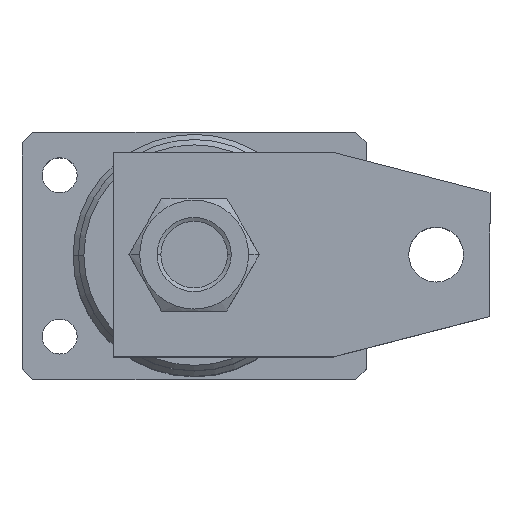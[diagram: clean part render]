
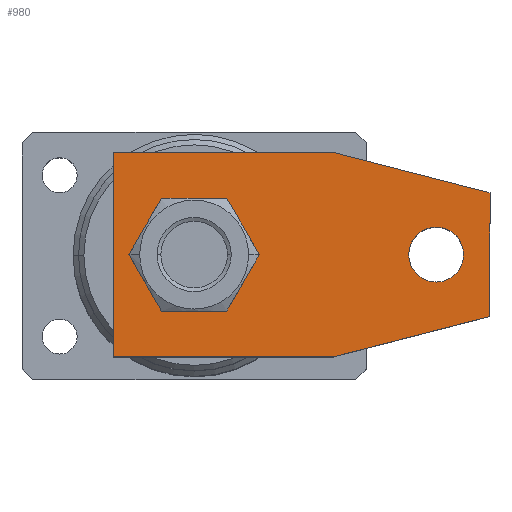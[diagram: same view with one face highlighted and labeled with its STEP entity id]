
A CAD part, top view. The second image highlights one B-rep face of the part: STEP entity #980.
In plain terms, the highlighted face is planar.
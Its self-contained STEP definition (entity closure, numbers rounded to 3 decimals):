
#78 = DIRECTION ( 'NONE',  ( 0., 0., 1. ) ) ;
#252 = DIRECTION ( 'NONE',  ( 1., 0., 0. ) ) ;
#254 = PLANE ( 'NONE',  #4670 ) ;
#256 = CARTESIAN_POINT ( 'NONE',  ( 0., 0., 0. ) ) ;
#980 = ADVANCED_FACE ( 'NONE', ( #4738, #4726, #4728 ), #254, .F. ) ;
#1227 = EDGE_LOOP ( 'NONE', ( #1270, #1268 ) ) ;
#1229 = EDGE_LOOP ( 'NONE', ( #1303, #1272, #1271, #1273, #1274, #1262 ) ) ;
#1235 = EDGE_LOOP ( 'NONE', ( #1275, #1276 ) ) ;
#1262 = ORIENTED_EDGE ( 'NONE', *, *, #1492, .F. ) ;
#1268 = ORIENTED_EDGE ( 'NONE', *, *, #1443, .F. ) ;
#1270 = ORIENTED_EDGE ( 'NONE', *, *, #1470, .F. ) ;
#1271 = ORIENTED_EDGE ( 'NONE', *, *, #1488, .F. ) ;
#1272 = ORIENTED_EDGE ( 'NONE', *, *, #1473, .F. ) ;
#1273 = ORIENTED_EDGE ( 'NONE', *, *, #1486, .F. ) ;
#1274 = ORIENTED_EDGE ( 'NONE', *, *, #1491, .F. ) ;
#1275 = ORIENTED_EDGE ( 'NONE', *, *, #1493, .F. ) ;
#1276 = ORIENTED_EDGE ( 'NONE', *, *, #1449, .F. ) ;
#1303 = ORIENTED_EDGE ( 'NONE', *, *, #1472, .F. ) ;
#1311 = VERTEX_POINT ( 'NONE', #4127 ) ;
#1333 = VERTEX_POINT ( 'NONE', #4009 ) ;
#1336 = VERTEX_POINT ( 'NONE', #4002 ) ;
#1339 = VERTEX_POINT ( 'NONE', #3999 ) ;
#1350 = VERTEX_POINT ( 'NONE', #4165 ) ;
#1364 = VERTEX_POINT ( 'NONE', #4150 ) ;
#1366 = VERTEX_POINT ( 'NONE', #4147 ) ;
#1377 = VERTEX_POINT ( 'NONE', #4130 ) ;
#1382 = VERTEX_POINT ( 'NONE', #4116 ) ;
#1421 = VERTEX_POINT ( 'NONE', #4070 ) ;
#1443 = EDGE_CURVE ( 'NONE', #1333, #1366, #4690, .T. ) ;
#1449 = EDGE_CURVE ( 'NONE', #1336, #1339, #4681, .T. ) ;
#1470 = EDGE_CURVE ( 'NONE', #1366, #1333, #1828, .T. ) ;
#1472 = EDGE_CURVE ( 'NONE', #1377, #1421, #1844, .T. ) ;
#1473 = EDGE_CURVE ( 'NONE', #1382, #1377, #1826, .T. ) ;
#1486 = EDGE_CURVE ( 'NONE', #1311, #1364, #1802, .T. ) ;
#1488 = EDGE_CURVE ( 'NONE', #1364, #1382, #1803, .T. ) ;
#1491 = EDGE_CURVE ( 'NONE', #1350, #1311, #1797, .T. ) ;
#1492 = EDGE_CURVE ( 'NONE', #1421, #1350, #1796, .T. ) ;
#1493 = EDGE_CURVE ( 'NONE', #1339, #1336, #1795, .T. ) ;
#1792 = VECTOR ( 'NONE', #3907, 1000. ) ;
#1794 = VECTOR ( 'NONE', #3904, 1000. ) ;
#1795 = CIRCLE ( 'NONE', #4632, 7.5 ) ;
#1796 = LINE ( 'NONE', #3838, #1792 ) ;
#1797 = LINE ( 'NONE', #3829, #1794 ) ;
#1798 = VECTOR ( 'NONE', #3875, 1000. ) ;
#1801 = VECTOR ( 'NONE', #3877, 1000. ) ;
#1802 = LINE ( 'NONE', #3868, #1801 ) ;
#1803 = LINE ( 'NONE', #3887, #1798 ) ;
#1821 = VECTOR ( 'NONE', #5041, 1000. ) ;
#1823 = VECTOR ( 'NONE', #5043, 1000. ) ;
#1826 = LINE ( 'NONE', #5052, #1821 ) ;
#1828 = CIRCLE ( 'NONE', #4638, 5.1 ) ;
#1844 = LINE ( 'NONE', #5051, #1823 ) ;
#3829 = CARTESIAN_POINT ( 'NONE',  ( 0., -19., 0. ) ) ;
#3838 = CARTESIAN_POINT ( 'NONE',  ( 0., 19., 0. ) ) ;
#3868 = CARTESIAN_POINT ( 'NONE',  ( 41., -19., 0. ) ) ;
#3875 = DIRECTION ( 'NONE',  ( 0., 1., 0. ) ) ;
#3877 = DIRECTION ( 'NONE',  ( 0.968, 0.25, 0. ) ) ;
#3887 = CARTESIAN_POINT ( 'NONE',  ( 70., -11.5, 0. ) ) ;
#3902 = DIRECTION ( 'NONE',  ( -1., 0., 0. ) ) ;
#3903 = DIRECTION ( 'NONE',  ( 0., 0., -1. ) ) ;
#3904 = DIRECTION ( 'NONE',  ( 1., 0., 0. ) ) ;
#3905 = CARTESIAN_POINT ( 'NONE',  ( 15., 0., 0. ) ) ;
#3907 = DIRECTION ( 'NONE',  ( 0., -1., 0. ) ) ;
#3996 = DIRECTION ( 'NONE',  ( -1., 0., 0. ) ) ;
#3997 = DIRECTION ( 'NONE',  ( 0., 0., -1. ) ) ;
#3998 = CARTESIAN_POINT ( 'NONE',  ( 60., 0., 0. ) ) ;
#3999 = CARTESIAN_POINT ( 'NONE',  ( 7.5, 0., 0. ) ) ;
#4002 = CARTESIAN_POINT ( 'NONE',  ( 22.5, 0., 0. ) ) ;
#4009 = CARTESIAN_POINT ( 'NONE',  ( 65.1, 0., 0. ) ) ;
#4070 = CARTESIAN_POINT ( 'NONE',  ( 0., 19., 0. ) ) ;
#4116 = CARTESIAN_POINT ( 'NONE',  ( 70., 11.5, 0. ) ) ;
#4127 = CARTESIAN_POINT ( 'NONE',  ( 41., -19., 0. ) ) ;
#4130 = CARTESIAN_POINT ( 'NONE',  ( 41., 19., 0. ) ) ;
#4147 = CARTESIAN_POINT ( 'NONE',  ( 54.9, 0., 0. ) ) ;
#4150 = CARTESIAN_POINT ( 'NONE',  ( 70., -11.5, 0. ) ) ;
#4165 = CARTESIAN_POINT ( 'NONE',  ( 0., -19., 0. ) ) ;
#4632 = AXIS2_PLACEMENT_3D ( 'NONE', #3905, #3903, #3902 ) ;
#4638 = AXIS2_PLACEMENT_3D ( 'NONE', #5050, #5048, #5045 ) ;
#4643 = AXIS2_PLACEMENT_3D ( 'NONE', #5039, #5047, #5035 ) ;
#4645 = AXIS2_PLACEMENT_3D ( 'NONE', #3998, #3997, #3996 ) ;
#4670 = AXIS2_PLACEMENT_3D ( 'NONE', #256, #78, #252 ) ;
#4681 = CIRCLE ( 'NONE', #4643, 7.5 ) ;
#4690 = CIRCLE ( 'NONE', #4645, 5.1 ) ;
#4726 = FACE_OUTER_BOUND ( 'NONE', #1229, .T. ) ;
#4728 = FACE_BOUND ( 'NONE', #1235, .T. ) ;
#4738 = FACE_BOUND ( 'NONE', #1227, .T. ) ;
#5035 = DIRECTION ( 'NONE',  ( -1., 0., 0. ) ) ;
#5039 = CARTESIAN_POINT ( 'NONE',  ( 15., 0., 0. ) ) ;
#5041 = DIRECTION ( 'NONE',  ( -0.968, 0.25, 0. ) ) ;
#5043 = DIRECTION ( 'NONE',  ( -1., 0., 0. ) ) ;
#5045 = DIRECTION ( 'NONE',  ( -1., 0., 0. ) ) ;
#5047 = DIRECTION ( 'NONE',  ( 0., 0., -1. ) ) ;
#5048 = DIRECTION ( 'NONE',  ( 0., 0., -1. ) ) ;
#5050 = CARTESIAN_POINT ( 'NONE',  ( 60., 0., 0. ) ) ;
#5051 = CARTESIAN_POINT ( 'NONE',  ( 41., 19., 0. ) ) ;
#5052 = CARTESIAN_POINT ( 'NONE',  ( 70., 11.5, 0. ) ) ;
